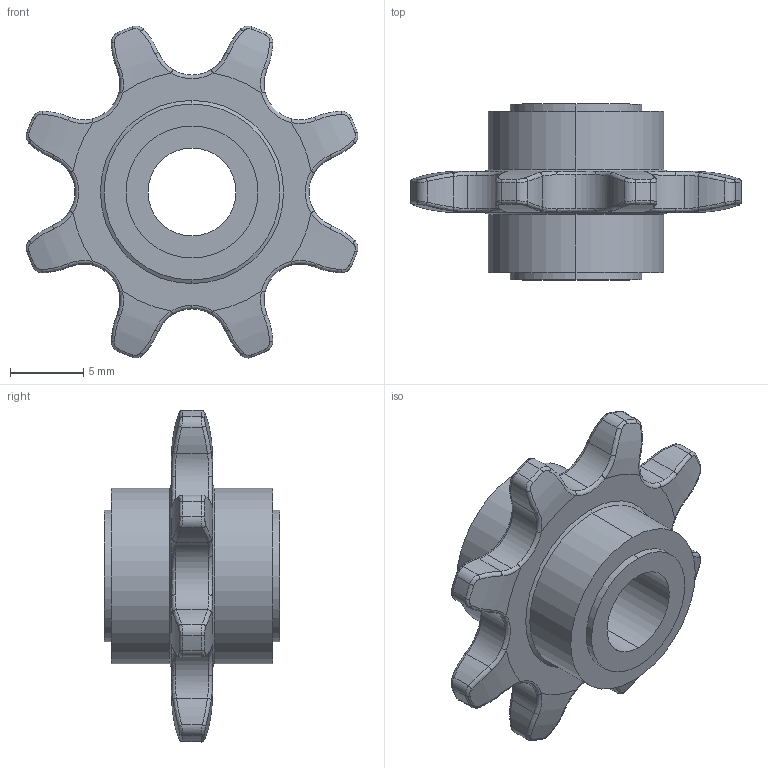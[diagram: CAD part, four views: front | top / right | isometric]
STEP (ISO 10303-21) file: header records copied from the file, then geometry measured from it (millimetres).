
FILE_DESCRIPTION (( 'STEP AP203' ), '1' );
FILE_NAME ('3312-0006-0008.STEP', '2020-11-20T21:49:30', ( '' ), ( '' ), 'SwSTEP 2.0', 'SolidWorks 2016', '' );
FILE_SCHEMA (( 'CONFIG_CONTROL_DESIGN' ));
Length unit declared in the file: millimetre
Products named in the file (1): 3312-0006-0008
Bounding box: 22.65 x 12 x 22.65 mm (x, y, z)
Volume: 1463.6 mm3; surface area: 1321.1 mm2
Topology: 1 solids, 1 shells, 221 faces, 527 edges, 312 vertices
Faces by surface type: bspline 146, cylinder 65, plane 6, cone 4
Entity records: 8868 total; most frequent: CARTESIAN_POINT 4650, ORIENTED_EDGE 1054, DIRECTION 633, EDGE_CURVE 527, VERTEX_POINT 312, AXIS2_PLACEMENT_3D 282, B_SPLINE_CURVE_WITH_KNOTS 235, EDGE_LOOP 227
